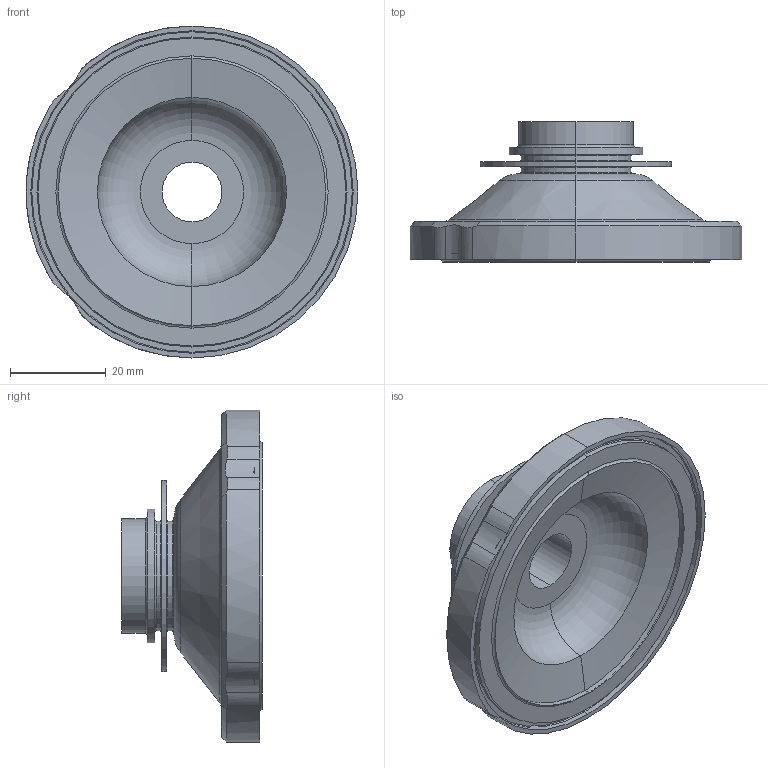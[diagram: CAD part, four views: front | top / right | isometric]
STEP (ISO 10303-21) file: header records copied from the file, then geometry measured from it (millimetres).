
FILE_DESCRIPTION (( 'STEP AP214' ), '1' );
FILE_NAME ('2023-004.STEP', '2023-08-22T16:25:38', ( '' ), ( '' ), 'SwSTEP 2.0', 'SolidWorks 2019', '' );
FILE_SCHEMA (( 'AUTOMOTIVE_DESIGN' ));
Length unit declared in the file: millimetre
Products named in the file (2): 2023-004; 2021-008_Interpolation
Assembly tree (1 placements, depth 2):
  2023-004
    2021-008_Interpolation
Bounding box: 69.5 x 29.35 x 69.5 mm (x, y, z)
Volume: 33669.9 mm3; surface area: 14382.3 mm2
Topology: 1 solids, 1 shells, 70 faces, 152 edges, 92 vertices
Faces by surface type: cylinder 28, torus 22, plane 12, cone 8
Entity records: 2008 total; most frequent: DIRECTION 388, CARTESIAN_POINT 360, ORIENTED_EDGE 304, AXIS2_PLACEMENT_3D 176, EDGE_CURVE 152, CIRCLE 102, VERTEX_POINT 92, EDGE_LOOP 80
